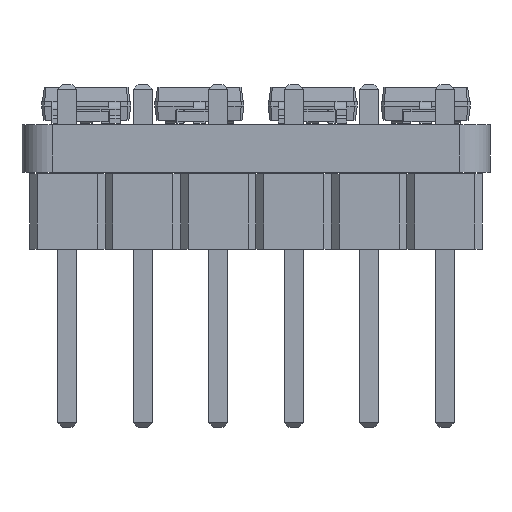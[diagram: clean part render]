
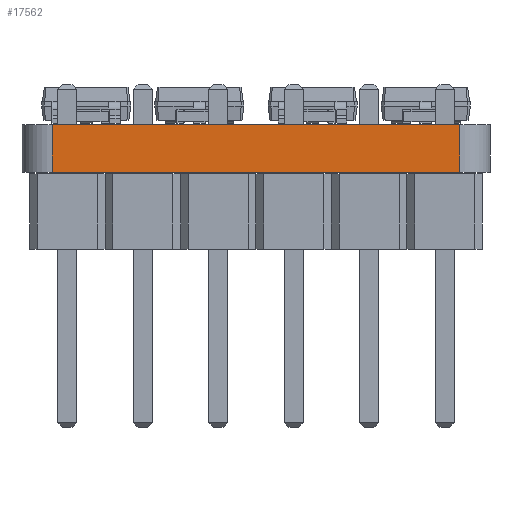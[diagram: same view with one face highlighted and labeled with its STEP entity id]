
A CAD part, left-side view. The second image highlights one B-rep face of the part: STEP entity #17562.
In plain terms, the highlighted planar face has unit normal (-1, 0, 0).
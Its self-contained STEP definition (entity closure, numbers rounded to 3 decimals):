
#16373 = PLANE('',#16374);
#16374 = AXIS2_PLACEMENT_3D('',#16375,#16376,#16377);
#16375 = CARTESIAN_POINT('',(133.35,-69.85,1.6));
#16376 = DIRECTION('',(0.,0.,1.));
#16377 = DIRECTION('',(1.,0.,0.));
#16401 = CYLINDRICAL_SURFACE('',#16402,1.016);
#16402 = AXIS2_PLACEMENT_3D('',#16403,#16404,#16405);
#16403 = CARTESIAN_POINT('',(126.492,-62.992,0.));
#16404 = DIRECTION('',(0.,0.,-1.));
#16405 = DIRECTION('',(1.,0.,0.));
#16427 = PLANE('',#16428);
#16428 = AXIS2_PLACEMENT_3D('',#16429,#16430,#16431);
#16429 = CARTESIAN_POINT('',(133.35,-69.85,0.));
#16430 = DIRECTION('',(0.,0.,1.));
#16431 = DIRECTION('',(1.,0.,0.));
#16522 = VERTEX_POINT('',#16523);
#16523 = CARTESIAN_POINT('',(125.476,-62.992,1.6));
#16545 = EDGE_CURVE('',#16546,#16522,#16548,.T.);
#16546 = VERTEX_POINT('',#16547);
#16547 = CARTESIAN_POINT('',(125.476,-62.992,0.));
#16548 = SURFACE_CURVE('',#16549,(#16553,#16560),.PCURVE_S1.);
#16549 = LINE('',#16550,#16551);
#16550 = CARTESIAN_POINT('',(125.476,-62.992,0.));
#16551 = VECTOR('',#16552,1.);
#16552 = DIRECTION('',(0.,0.,1.));
#16553 = PCURVE('',#16401,#16554);
#16554 = DEFINITIONAL_REPRESENTATION('',(#16555),#16559);
#16555 = LINE('',#16556,#16557);
#16556 = CARTESIAN_POINT('',(-3.142,0.));
#16557 = VECTOR('',#16558,1.);
#16558 = DIRECTION('',(0.,-1.));
#16559 = ( GEOMETRIC_REPRESENTATION_CONTEXT(2) 
PARAMETRIC_REPRESENTATION_CONTEXT() REPRESENTATION_CONTEXT('2D SPACE',''
  ) );
#16560 = PCURVE('',#16561,#16566);
#16561 = PLANE('',#16562);
#16562 = AXIS2_PLACEMENT_3D('',#16563,#16564,#16565);
#16563 = CARTESIAN_POINT('',(125.476,-62.992,0.));
#16564 = DIRECTION('',(1.,0.,0.));
#16565 = DIRECTION('',(0.,-1.,0.));
#16566 = DEFINITIONAL_REPRESENTATION('',(#16567),#16571);
#16567 = LINE('',#16568,#16569);
#16568 = CARTESIAN_POINT('',(0.,0.));
#16569 = VECTOR('',#16570,1.);
#16570 = DIRECTION('',(0.,-1.));
#16571 = ( GEOMETRIC_REPRESENTATION_CONTEXT(2) 
PARAMETRIC_REPRESENTATION_CONTEXT() REPRESENTATION_CONTEXT('2D SPACE',''
  ) );
#16600 = EDGE_CURVE('',#16546,#16601,#16603,.T.);
#16601 = VERTEX_POINT('',#16602);
#16602 = CARTESIAN_POINT('',(125.476,-76.708,0.));
#16603 = SURFACE_CURVE('',#16604,(#16608,#16615),.PCURVE_S1.);
#16604 = LINE('',#16605,#16606);
#16605 = CARTESIAN_POINT('',(125.476,-62.992,0.));
#16606 = VECTOR('',#16607,1.);
#16607 = DIRECTION('',(0.,-1.,0.));
#16608 = PCURVE('',#16427,#16609);
#16609 = DEFINITIONAL_REPRESENTATION('',(#16610),#16614);
#16610 = LINE('',#16611,#16612);
#16611 = CARTESIAN_POINT('',(-7.874,6.858));
#16612 = VECTOR('',#16613,1.);
#16613 = DIRECTION('',(0.,-1.));
#16614 = ( GEOMETRIC_REPRESENTATION_CONTEXT(2) 
PARAMETRIC_REPRESENTATION_CONTEXT() REPRESENTATION_CONTEXT('2D SPACE',''
  ) );
#16615 = PCURVE('',#16561,#16616);
#16616 = DEFINITIONAL_REPRESENTATION('',(#16617),#16621);
#16617 = LINE('',#16618,#16619);
#16618 = CARTESIAN_POINT('',(0.,0.));
#16619 = VECTOR('',#16620,1.);
#16620 = DIRECTION('',(1.,0.));
#16621 = ( GEOMETRIC_REPRESENTATION_CONTEXT(2) 
PARAMETRIC_REPRESENTATION_CONTEXT() REPRESENTATION_CONTEXT('2D SPACE',''
  ) );
#16640 = CYLINDRICAL_SURFACE('',#16641,1.016);
#16641 = AXIS2_PLACEMENT_3D('',#16642,#16643,#16644);
#16642 = CARTESIAN_POINT('',(126.492,-76.708,0.));
#16643 = DIRECTION('',(0.,0.,-1.));
#16644 = DIRECTION('',(1.,0.,0.));
#17108 = EDGE_CURVE('',#16522,#17109,#17111,.T.);
#17109 = VERTEX_POINT('',#17110);
#17110 = CARTESIAN_POINT('',(125.476,-76.708,1.6));
#17111 = SURFACE_CURVE('',#17112,(#17116,#17123),.PCURVE_S1.);
#17112 = LINE('',#17113,#17114);
#17113 = CARTESIAN_POINT('',(125.476,-62.992,1.6));
#17114 = VECTOR('',#17115,1.);
#17115 = DIRECTION('',(0.,-1.,0.));
#17116 = PCURVE('',#16373,#17117);
#17117 = DEFINITIONAL_REPRESENTATION('',(#17118),#17122);
#17118 = LINE('',#17119,#17120);
#17119 = CARTESIAN_POINT('',(-7.874,6.858));
#17120 = VECTOR('',#17121,1.);
#17121 = DIRECTION('',(0.,-1.));
#17122 = ( GEOMETRIC_REPRESENTATION_CONTEXT(2) 
PARAMETRIC_REPRESENTATION_CONTEXT() REPRESENTATION_CONTEXT('2D SPACE',''
  ) );
#17123 = PCURVE('',#16561,#17124);
#17124 = DEFINITIONAL_REPRESENTATION('',(#17125),#17129);
#17125 = LINE('',#17126,#17127);
#17126 = CARTESIAN_POINT('',(0.,-1.6));
#17127 = VECTOR('',#17128,1.);
#17128 = DIRECTION('',(1.,0.));
#17129 = ( GEOMETRIC_REPRESENTATION_CONTEXT(2) 
PARAMETRIC_REPRESENTATION_CONTEXT() REPRESENTATION_CONTEXT('2D SPACE',''
  ) );
#17562 = ADVANCED_FACE('',(#17563),#16561,.F.);
#17563 = FACE_BOUND('',#17564,.F.);
#17564 = EDGE_LOOP('',(#17565,#17566,#17567,#17588));
#17565 = ORIENTED_EDGE('',*,*,#16545,.T.);
#17566 = ORIENTED_EDGE('',*,*,#17108,.T.);
#17567 = ORIENTED_EDGE('',*,*,#17568,.F.);
#17568 = EDGE_CURVE('',#16601,#17109,#17569,.T.);
#17569 = SURFACE_CURVE('',#17570,(#17574,#17581),.PCURVE_S1.);
#17570 = LINE('',#17571,#17572);
#17571 = CARTESIAN_POINT('',(125.476,-76.708,0.));
#17572 = VECTOR('',#17573,1.);
#17573 = DIRECTION('',(0.,0.,1.));
#17574 = PCURVE('',#16561,#17575);
#17575 = DEFINITIONAL_REPRESENTATION('',(#17576),#17580);
#17576 = LINE('',#17577,#17578);
#17577 = CARTESIAN_POINT('',(13.716,0.));
#17578 = VECTOR('',#17579,1.);
#17579 = DIRECTION('',(0.,-1.));
#17580 = ( GEOMETRIC_REPRESENTATION_CONTEXT(2) 
PARAMETRIC_REPRESENTATION_CONTEXT() REPRESENTATION_CONTEXT('2D SPACE',''
  ) );
#17581 = PCURVE('',#16640,#17582);
#17582 = DEFINITIONAL_REPRESENTATION('',(#17583),#17587);
#17583 = LINE('',#17584,#17585);
#17584 = CARTESIAN_POINT('',(-3.142,0.));
#17585 = VECTOR('',#17586,1.);
#17586 = DIRECTION('',(0.,-1.));
#17587 = ( GEOMETRIC_REPRESENTATION_CONTEXT(2) 
PARAMETRIC_REPRESENTATION_CONTEXT() REPRESENTATION_CONTEXT('2D SPACE',''
  ) );
#17588 = ORIENTED_EDGE('',*,*,#16600,.F.);
